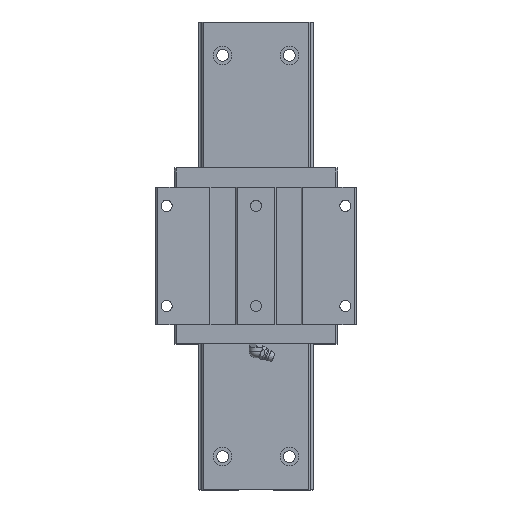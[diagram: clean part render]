
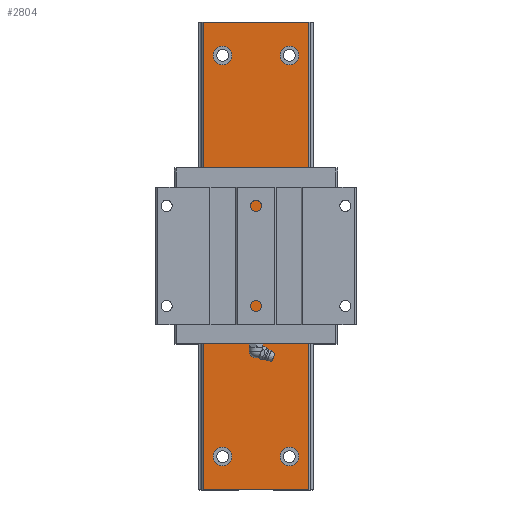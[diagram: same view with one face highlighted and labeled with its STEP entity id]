
A CAD part, top view. The second image highlights one B-rep face of the part: STEP entity #2804.
In plain terms, the highlighted planar face has unit normal (0, 0, 1).
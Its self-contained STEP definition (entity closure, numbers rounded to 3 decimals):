
#124=CIRCLE('',#3520,5.5);
#125=CIRCLE('',#3521,5.5);
#126=CIRCLE('',#3522,5.5);
#127=CIRCLE('',#3523,5.5);
#128=CIRCLE('',#3524,5.5);
#129=CIRCLE('',#3525,5.5);
#130=CIRCLE('',#3526,5.5);
#131=CIRCLE('',#3527,5.5);
#424=ORIENTED_EDGE('',*,*,#1182,.T.);
#425=ORIENTED_EDGE('',*,*,#1183,.T.);
#426=ORIENTED_EDGE('',*,*,#1184,.T.);
#427=ORIENTED_EDGE('',*,*,#1185,.T.);
#428=ORIENTED_EDGE('',*,*,#1186,.T.);
#429=ORIENTED_EDGE('',*,*,#1187,.T.);
#430=ORIENTED_EDGE('',*,*,#1188,.T.);
#431=ORIENTED_EDGE('',*,*,#1189,.T.);
#432=ORIENTED_EDGE('',*,*,#1190,.T.);
#433=ORIENTED_EDGE('',*,*,#1065,.F.);
#434=ORIENTED_EDGE('',*,*,#1191,.F.);
#435=ORIENTED_EDGE('',*,*,#1180,.T.);
#1065=EDGE_CURVE('',#1462,#1459,#1742,.T.);
#1180=EDGE_CURVE('',#1542,#1541,#1813,.T.);
#1182=EDGE_CURVE('',#1543,#1543,#124,.T.);
#1183=EDGE_CURVE('',#1544,#1544,#125,.T.);
#1184=EDGE_CURVE('',#1545,#1545,#126,.T.);
#1185=EDGE_CURVE('',#1546,#1546,#127,.T.);
#1186=EDGE_CURVE('',#1547,#1547,#128,.T.);
#1187=EDGE_CURVE('',#1548,#1548,#129,.T.);
#1188=EDGE_CURVE('',#1549,#1549,#130,.T.);
#1189=EDGE_CURVE('',#1550,#1550,#131,.T.);
#1190=EDGE_CURVE('',#1541,#1459,#1815,.T.);
#1191=EDGE_CURVE('',#1542,#1462,#1816,.T.);
#1459=VERTEX_POINT('',#4578);
#1462=VERTEX_POINT('',#4583);
#1541=VERTEX_POINT('',#4813);
#1542=VERTEX_POINT('',#4815);
#1543=VERTEX_POINT('',#4819);
#1544=VERTEX_POINT('',#4821);
#1545=VERTEX_POINT('',#4823);
#1546=VERTEX_POINT('',#4825);
#1547=VERTEX_POINT('',#4827);
#1548=VERTEX_POINT('',#4829);
#1549=VERTEX_POINT('',#4831);
#1550=VERTEX_POINT('',#4833);
#1742=LINE('',#4584,#1980);
#1813=LINE('',#4814,#2051);
#1815=LINE('',#4834,#2053);
#1816=LINE('',#4835,#2054);
#1980=VECTOR('',#3744,1000.);
#2051=VECTOR('',#3975,1000.);
#2053=VECTOR('',#3995,1000.);
#2054=VECTOR('',#3996,1000.);
#2260=EDGE_LOOP('',(#424));
#2261=EDGE_LOOP('',(#425));
#2262=EDGE_LOOP('',(#426));
#2263=EDGE_LOOP('',(#427));
#2264=EDGE_LOOP('',(#428));
#2265=EDGE_LOOP('',(#429));
#2266=EDGE_LOOP('',(#430));
#2267=EDGE_LOOP('',(#431));
#2268=EDGE_LOOP('',(#432,#433,#434,#435));
#2491=FACE_BOUND('',#2260,.T.);
#2492=FACE_BOUND('',#2261,.T.);
#2493=FACE_BOUND('',#2262,.T.);
#2494=FACE_BOUND('',#2263,.T.);
#2495=FACE_BOUND('',#2264,.T.);
#2496=FACE_BOUND('',#2265,.T.);
#2497=FACE_BOUND('',#2266,.T.);
#2498=FACE_BOUND('',#2267,.T.);
#2499=FACE_BOUND('',#2268,.T.);
#2696=PLANE('',#3519);
#2804=ADVANCED_FACE('',(#2491,#2492,#2493,#2494,#2495,#2496,#2497,#2498,
#2499),#2696,.F.);
#3519=AXIS2_PLACEMENT_3D('',#4817,#3977,#3978);
#3520=AXIS2_PLACEMENT_3D('',#4818,#3979,#3980);
#3521=AXIS2_PLACEMENT_3D('',#4820,#3981,#3982);
#3522=AXIS2_PLACEMENT_3D('',#4822,#3983,#3984);
#3523=AXIS2_PLACEMENT_3D('',#4824,#3985,#3986);
#3524=AXIS2_PLACEMENT_3D('',#4826,#3987,#3988);
#3525=AXIS2_PLACEMENT_3D('',#4828,#3989,#3990);
#3526=AXIS2_PLACEMENT_3D('',#4830,#3991,#3992);
#3527=AXIS2_PLACEMENT_3D('',#4832,#3993,#3994);
#3744=DIRECTION('',(0.,1.,0.));
#3975=DIRECTION('',(0.,1.,0.));
#3977=DIRECTION('',(0.,0.,-1.));
#3978=DIRECTION('',(-1.,0.,0.));
#3979=DIRECTION('',(0.,0.,-1.));
#3980=DIRECTION('',(0.,-1.,0.));
#3981=DIRECTION('',(0.,0.,-1.));
#3982=DIRECTION('',(0.,-1.,0.));
#3983=DIRECTION('',(0.,0.,-1.));
#3984=DIRECTION('',(0.,-1.,0.));
#3985=DIRECTION('',(0.,0.,-1.));
#3986=DIRECTION('',(0.,-1.,0.));
#3987=DIRECTION('',(0.,0.,-1.));
#3988=DIRECTION('',(0.,-1.,0.));
#3989=DIRECTION('',(0.,0.,-1.));
#3990=DIRECTION('',(0.,-1.,0.));
#3991=DIRECTION('',(0.,0.,-1.));
#3992=DIRECTION('',(0.,-1.,0.));
#3993=DIRECTION('',(0.,0.,-1.));
#3994=DIRECTION('',(0.,-1.,0.));
#3995=DIRECTION('',(-1.,0.,0.));
#3996=DIRECTION('',(-1.,0.,0.));
#4578=CARTESIAN_POINT('',(-31.6,140.,19.));
#4583=CARTESIAN_POINT('',(-31.6,-140.,19.));
#4584=CARTESIAN_POINT('',(-31.6,-140.,19.));
#4813=CARTESIAN_POINT('',(31.6,140.,19.));
#4814=CARTESIAN_POINT('',(31.6,-140.,19.));
#4815=CARTESIAN_POINT('',(31.6,-140.,19.));
#4817=CARTESIAN_POINT('',(31.6,-140.,19.));
#4818=CARTESIAN_POINT('',(-20.,-120.,19.));
#4819=CARTESIAN_POINT('',(-20.,-125.5,19.));
#4820=CARTESIAN_POINT('',(20.,-120.,19.));
#4821=CARTESIAN_POINT('',(20.,-125.5,19.));
#4822=CARTESIAN_POINT('',(-20.,-40.,19.));
#4823=CARTESIAN_POINT('',(-20.,-45.5,19.));
#4824=CARTESIAN_POINT('',(20.,-40.,19.));
#4825=CARTESIAN_POINT('',(20.,-45.5,19.));
#4826=CARTESIAN_POINT('',(-20.,40.,19.));
#4827=CARTESIAN_POINT('',(-20.,34.5,19.));
#4828=CARTESIAN_POINT('',(20.,40.,19.));
#4829=CARTESIAN_POINT('',(20.,34.5,19.));
#4830=CARTESIAN_POINT('',(-20.,120.,19.));
#4831=CARTESIAN_POINT('',(-20.,114.5,19.));
#4832=CARTESIAN_POINT('',(20.,120.,19.));
#4833=CARTESIAN_POINT('',(20.,114.5,19.));
#4834=CARTESIAN_POINT('',(31.6,140.,19.));
#4835=CARTESIAN_POINT('',(31.6,-140.,19.));
